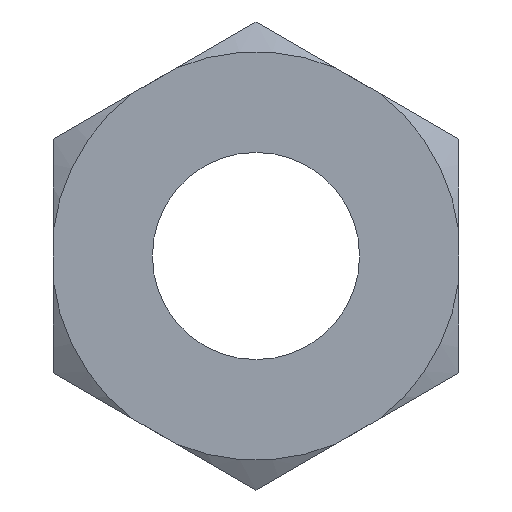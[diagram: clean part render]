
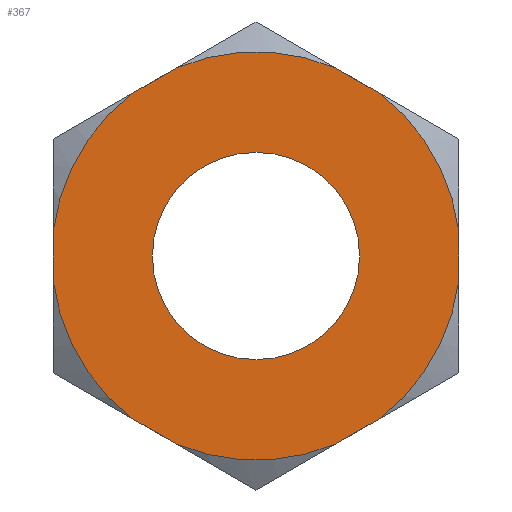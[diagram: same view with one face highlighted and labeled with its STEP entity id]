
A CAD part, left-side view. The second image highlights one B-rep face of the part: STEP entity #367.
In plain terms, the highlighted planar face has unit normal (-1, 0, 0).
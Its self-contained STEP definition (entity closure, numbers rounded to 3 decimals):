
#151=CARTESIAN_POINT('Vertex',(0.,3.324,0.)) ;
#158=CARTESIAN_POINT('Vertex',(0.,-3.324,0.)) ;
#161=CARTESIAN_POINT('Axis2P3D Location',(0.,0.,0.)) ;
#173=CARTESIAN_POINT('Axis2P3D Location',(0.,0.,0.)) ;
#260=CARTESIAN_POINT('Axis2P3D Location',(0.,0.,0.)) ;
#265=CARTESIAN_POINT('Line Origine',(0.,6.5,0.)) ;
#269=CARTESIAN_POINT('Vertex',(0.,6.5,-0.808)) ;
#271=CARTESIAN_POINT('Vertex',(0.,6.5,0.808)) ;
#274=CARTESIAN_POINT('Axis2P3D Location',(0.,0.,0.)) ;
#278=CARTESIAN_POINT('Vertex',(0.,3.95,-5.225)) ;
#281=CARTESIAN_POINT('Line Origine',(0.,3.25,-5.629)) ;
#285=CARTESIAN_POINT('Vertex',(0.,2.55,-6.033)) ;
#288=CARTESIAN_POINT('Axis2P3D Location',(0.,0.,0.)) ;
#292=CARTESIAN_POINT('Vertex',(0.,-2.55,-6.033)) ;
#295=CARTESIAN_POINT('Line Origine',(0.,-3.25,-5.629)) ;
#299=CARTESIAN_POINT('Vertex',(0.,-3.95,-5.225)) ;
#302=CARTESIAN_POINT('Axis2P3D Location',(0.,0.,0.)) ;
#306=CARTESIAN_POINT('Vertex',(0.,-6.5,-0.808)) ;
#309=CARTESIAN_POINT('Line Origine',(0.,-6.5,0.)) ;
#313=CARTESIAN_POINT('Vertex',(0.,-6.5,0.808)) ;
#316=CARTESIAN_POINT('Axis2P3D Location',(0.,0.,0.)) ;
#320=CARTESIAN_POINT('Vertex',(0.,-3.95,5.225)) ;
#323=CARTESIAN_POINT('Line Origine',(0.,-3.25,5.629)) ;
#327=CARTESIAN_POINT('Vertex',(0.,-2.55,6.033)) ;
#330=CARTESIAN_POINT('Axis2P3D Location',(0.,0.,0.)) ;
#334=CARTESIAN_POINT('Vertex',(0.,2.55,6.033)) ;
#337=CARTESIAN_POINT('Line Origine',(0.,3.25,5.629)) ;
#341=CARTESIAN_POINT('Vertex',(0.,3.95,5.225)) ;
#344=CARTESIAN_POINT('Axis2P3D Location',(0.,0.,0.)) ;
#162=DIRECTION('Axis2P3D Direction',(1.,0.,0.)) ;
#174=DIRECTION('Axis2P3D Direction',(1.,0.,0.)) ;
#261=DIRECTION('Axis2P3D Direction',(1.,0.,0.)) ;
#262=DIRECTION('Axis2P3D XDirection',(0.,1.,0.)) ;
#266=DIRECTION('Vector Direction',(0.,0.,1.)) ;
#275=DIRECTION('Axis2P3D Direction',(1.,0.,0.)) ;
#282=DIRECTION('Vector Direction',(0.,0.866,0.5)) ;
#289=DIRECTION('Axis2P3D Direction',(1.,0.,0.)) ;
#296=DIRECTION('Vector Direction',(0.,0.866,-0.5)) ;
#303=DIRECTION('Axis2P3D Direction',(1.,0.,0.)) ;
#310=DIRECTION('Vector Direction',(0.,0.,-1.)) ;
#317=DIRECTION('Axis2P3D Direction',(1.,0.,0.)) ;
#324=DIRECTION('Vector Direction',(0.,-0.866,-0.5)) ;
#331=DIRECTION('Axis2P3D Direction',(1.,0.,0.)) ;
#338=DIRECTION('Vector Direction',(0.,-0.866,0.5)) ;
#345=DIRECTION('Axis2P3D Direction',(1.,0.,0.)) ;
#163=AXIS2_PLACEMENT_3D('Circle Axis2P3D',#161,#162,$) ;
#175=AXIS2_PLACEMENT_3D('Circle Axis2P3D',#173,#174,$) ;
#263=AXIS2_PLACEMENT_3D('Plane Axis2P3D',#260,#261,#262) ;
#276=AXIS2_PLACEMENT_3D('Circle Axis2P3D',#274,#275,$) ;
#290=AXIS2_PLACEMENT_3D('Circle Axis2P3D',#288,#289,$) ;
#304=AXIS2_PLACEMENT_3D('Circle Axis2P3D',#302,#303,$) ;
#318=AXIS2_PLACEMENT_3D('Circle Axis2P3D',#316,#317,$) ;
#332=AXIS2_PLACEMENT_3D('Circle Axis2P3D',#330,#331,$) ;
#346=AXIS2_PLACEMENT_3D('Circle Axis2P3D',#344,#345,$) ;
#350=ORIENTED_EDGE('',*,*,#273,.F.) ;
#351=ORIENTED_EDGE('',*,*,#280,.T.) ;
#352=ORIENTED_EDGE('',*,*,#287,.F.) ;
#353=ORIENTED_EDGE('',*,*,#294,.T.) ;
#354=ORIENTED_EDGE('',*,*,#301,.F.) ;
#355=ORIENTED_EDGE('',*,*,#308,.T.) ;
#356=ORIENTED_EDGE('',*,*,#315,.F.) ;
#357=ORIENTED_EDGE('',*,*,#322,.T.) ;
#358=ORIENTED_EDGE('',*,*,#329,.F.) ;
#359=ORIENTED_EDGE('',*,*,#336,.T.) ;
#360=ORIENTED_EDGE('',*,*,#343,.F.) ;
#361=ORIENTED_EDGE('',*,*,#348,.T.) ;
#364=ORIENTED_EDGE('',*,*,#177,.T.) ;
#365=ORIENTED_EDGE('',*,*,#165,.T.) ;
#366=FACE_BOUND('',#363,.T.) ;
#267=VECTOR('Line Direction',#266,1.) ;
#283=VECTOR('Line Direction',#282,1.) ;
#297=VECTOR('Line Direction',#296,1.) ;
#311=VECTOR('Line Direction',#310,1.) ;
#325=VECTOR('Line Direction',#324,1.) ;
#339=VECTOR('Line Direction',#338,1.) ;
#367=ADVANCED_FACE('PartBody',(#362,#366),#264,.F.) ;
#164=CIRCLE('generated circle',#163,3.324) ;
#176=CIRCLE('generated circle',#175,3.324) ;
#277=CIRCLE('generated circle',#276,6.55) ;
#291=CIRCLE('generated circle',#290,6.55) ;
#305=CIRCLE('generated circle',#304,6.55) ;
#319=CIRCLE('generated circle',#318,6.55) ;
#333=CIRCLE('generated circle',#332,6.55) ;
#347=CIRCLE('generated circle',#346,6.55) ;
#165=EDGE_CURVE('',#152,#159,#164,.T.) ;
#177=EDGE_CURVE('',#159,#152,#176,.T.) ;
#273=EDGE_CURVE('',#270,#272,#268,.T.) ;
#280=EDGE_CURVE('',#270,#279,#277,.F.) ;
#287=EDGE_CURVE('',#286,#279,#284,.T.) ;
#294=EDGE_CURVE('',#286,#293,#291,.F.) ;
#301=EDGE_CURVE('',#300,#293,#298,.T.) ;
#308=EDGE_CURVE('',#300,#307,#305,.F.) ;
#315=EDGE_CURVE('',#314,#307,#312,.T.) ;
#322=EDGE_CURVE('',#314,#321,#319,.F.) ;
#329=EDGE_CURVE('',#328,#321,#326,.T.) ;
#336=EDGE_CURVE('',#328,#335,#333,.F.) ;
#343=EDGE_CURVE('',#342,#335,#340,.T.) ;
#348=EDGE_CURVE('',#342,#272,#347,.F.) ;
#349=EDGE_LOOP('',(#350,#351,#352,#353,#354,#355,#356,#357,#358,#359,#360,#361)) ;
#363=EDGE_LOOP('',(#364,#365)) ;
#362=FACE_OUTER_BOUND('',#349,.T.) ;
#268=LINE('Line',#265,#267) ;
#284=LINE('Line',#281,#283) ;
#298=LINE('Line',#295,#297) ;
#312=LINE('Line',#309,#311) ;
#326=LINE('Line',#323,#325) ;
#340=LINE('Line',#337,#339) ;
#264=PLANE('Plane',#263) ;
#152=VERTEX_POINT('',#151) ;
#159=VERTEX_POINT('',#158) ;
#270=VERTEX_POINT('',#269) ;
#272=VERTEX_POINT('',#271) ;
#279=VERTEX_POINT('',#278) ;
#286=VERTEX_POINT('',#285) ;
#293=VERTEX_POINT('',#292) ;
#300=VERTEX_POINT('',#299) ;
#307=VERTEX_POINT('',#306) ;
#314=VERTEX_POINT('',#313) ;
#321=VERTEX_POINT('',#320) ;
#328=VERTEX_POINT('',#327) ;
#335=VERTEX_POINT('',#334) ;
#342=VERTEX_POINT('',#341) ;
